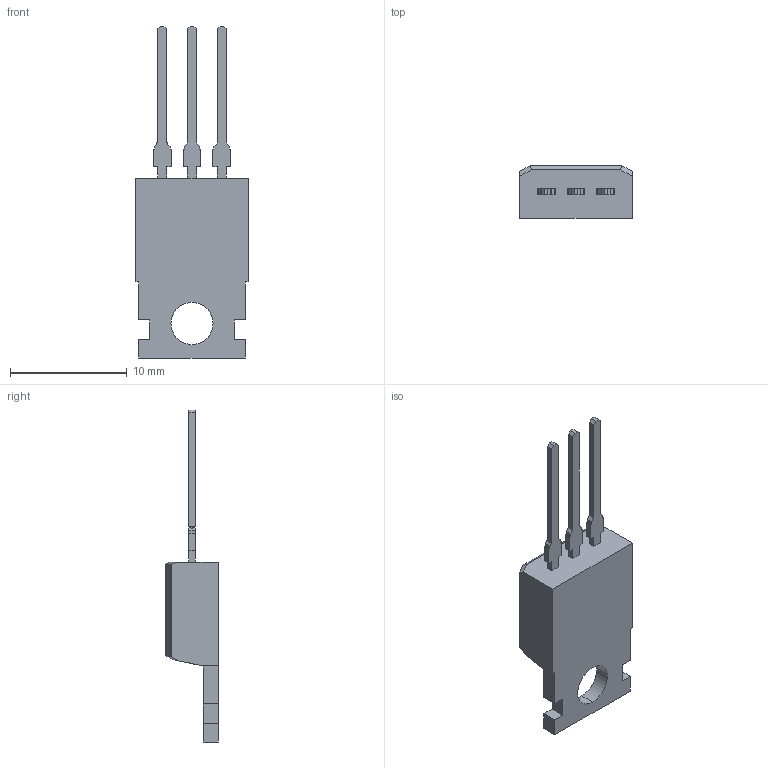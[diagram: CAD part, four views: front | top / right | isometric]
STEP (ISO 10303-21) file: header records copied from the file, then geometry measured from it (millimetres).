
FILE_DESCRIPTION (( 'STEP AP214' ), '1' );
FILE_NAME ('SW3dPS-POWER MOSFET, NON-SURFACE-MOUNT.STEP', '2009-10-09T07:31:21', ( 'sysAdmin' ), ( 'SolidWorks' ), 'SwSTEP 2.0', 'SolidWorks 2009', '' );
FILE_SCHEMA (( 'AUTOMOTIVE_DESIGN' ));
Length unit declared in the file: inch
Products named in the file (1): SW3dPS-POWER MOSFET, NON-SURFACE-MOUNT
Bounding box: 9.65 x 4.5 x 28.38 mm (x, y, z)
Volume: 448.2 mm3; surface area: 560 mm2
Topology: 1 solids, 1 shells, 92 faces, 249 edges, 162 vertices
Faces by surface type: plane 87, cylinder 5
Entity records: 3856 total; most frequent: CARTESIAN_POINT 513, ORIENTED_EDGE 498, DIRECTION 439, EDGE_CURVE 249, VECTOR 239, LINE 239, VERTEX_POINT 162, AXIS2_PLACEMENT_3D 100
